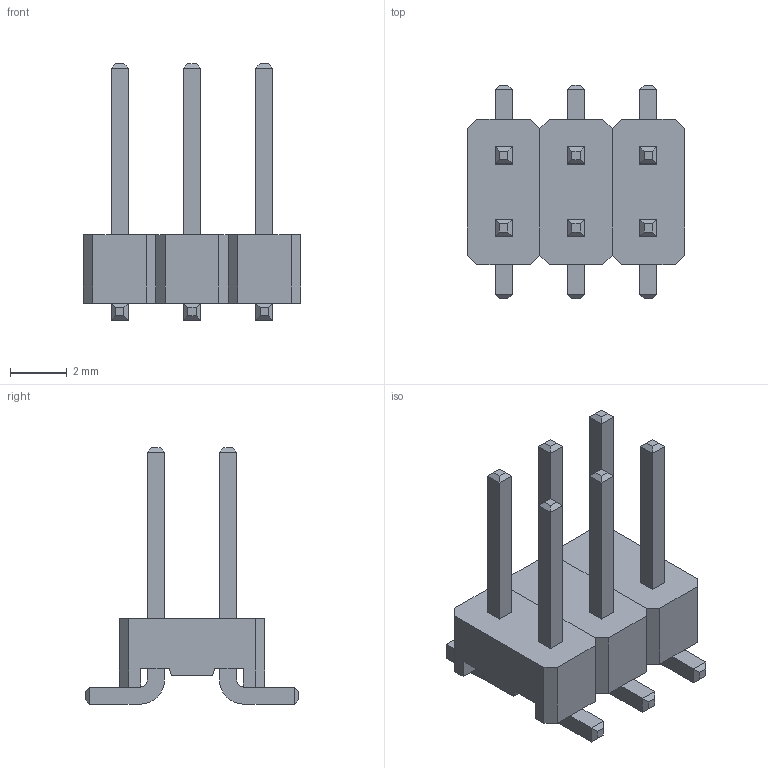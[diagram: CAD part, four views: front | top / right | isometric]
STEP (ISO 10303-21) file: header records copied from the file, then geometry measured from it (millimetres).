
FILE_DESCRIPTION((' '),'2;1');
FILE_NAME('Header Male SMD 3x2 CONN-11415.stp','2013-09-10T23:12:26',(' '),(' '),' ','ACIS',' ');
FILE_SCHEMA(('CONFIG_CONTROL_DESIGN'));
Length unit declared in the file: millimetre
Products named in the file (10): Header Male SMD 3x2 CONN-11415.stp; Base; Base Copy1; Base Copy2; Component2 Copy2 Copy2 Copy1; Component2 Copy2 Copy1 Copy1; Component2 Copy2 Copy1; Component2 Copy3 Copy1; Component2 Copy1 Copy1; Component2 Copy1
Assembly tree (9 placements, depth 2):
  Header Male SMD 3x2 CONN-11415.stp
    Base
    Base Copy1
    Base Copy2
    Component2 Copy2 Copy2 Copy1
    Component2 Copy2 Copy1 Copy1
    Component2 Copy2 Copy1
    Component2 Copy3 Copy1
    Component2 Copy1 Copy1
    Component2 Copy1
Bounding box: 7.62 x 7.5 x 9 mm (x, y, z)
Volume: 96.4 mm3; surface area: 361.6 mm2
Topology: 9 solids, 9 shells, 186 faces, 456 edges, 288 vertices
Faces by surface type: plane 174, cylinder 12
Entity records: 6745 total; most frequent: CARTESIAN_POINT 949, ORIENTED_EDGE 912, DIRECTION 890, EDGE_CURVE 456, VECTOR 432, LINE 432, VERTEX_POINT 288, AXIS2_PLACEMENT_3D 229
